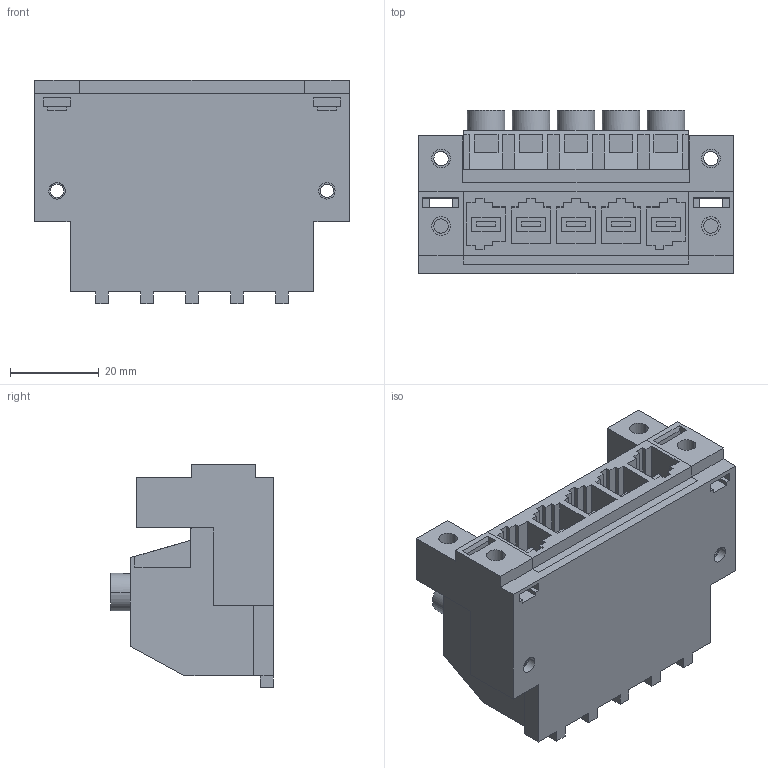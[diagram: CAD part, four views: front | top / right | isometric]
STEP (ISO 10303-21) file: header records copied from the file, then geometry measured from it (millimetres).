
FILE_DESCRIPTION(('CATIA V5 STEP Exchange','CAx-IF Rec.Pracs.--- Model Styling and Organization---1.4--- 2014-01-23'),'2;1');
FILE_NAME ('D1509346_0_2838120000_2838120000.stp','2021-11-08T10:32:28+00:00',('none'),('Weidmueller'),'CATIA Version 5-6 Release 2016','CATIA V5 STEP AP214','none');
FILE_SCHEMA(('AUTOMOTIVE_DESIGN { 1 0 10303 214 1 1 1 1 }'));
Length unit declared in the file: millimetre
Products named in the file (1): 2838120000
Bounding box: 71.12 x 36.8 x 50.5 mm (x, y, z)
Volume: 66742.8 mm3; surface area: 31436.8 mm2
Topology: 16 solids, 16 shells, 565 faces, 1564 edges, 1073 vertices
Faces by surface type: plane 505, cylinder 60
Entity records: 18845 total; most frequent: CARTESIAN_POINT 3766, ORIENTED_EDGE 3128, DIRECTION 2629, EDGE_CURVE 1564, VECTOR 1318, LINE 1318, VERTEX_POINT 1073, AXIS2_PLACEMENT_3D 747
